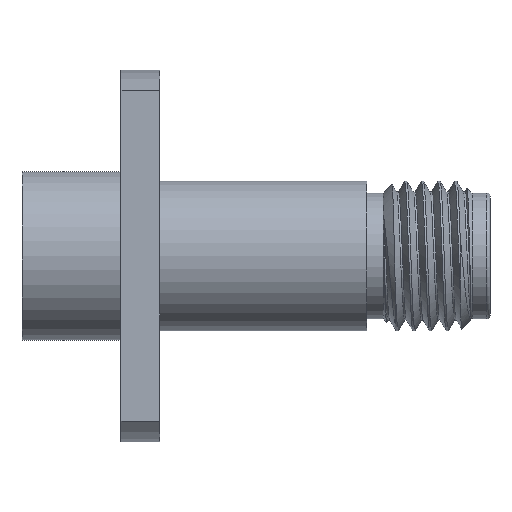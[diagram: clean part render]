
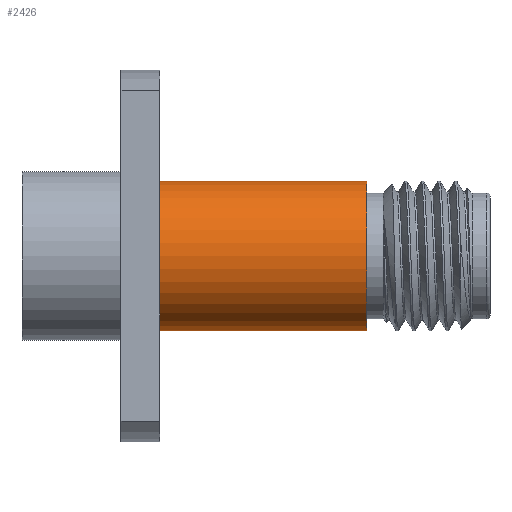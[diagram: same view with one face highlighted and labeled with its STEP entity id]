
A CAD part, top view. The second image highlights one B-rep face of the part: STEP entity #2426.
In plain terms, the highlighted cylindrical face has radius 3.175 mm (diameter 6.35 mm), a partial arc.
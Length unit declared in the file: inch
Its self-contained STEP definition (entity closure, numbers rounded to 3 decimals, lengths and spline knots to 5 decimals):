
#188 = ORIENTED_EDGE ( 'NONE', *, *, #479, .F. ) ;
#328 = DIRECTION ( 'NONE',  ( -1., 0., 0. ) ) ;
#353 = CYLINDRICAL_SURFACE ( 'NONE', #572, 0.125 ) ;
#479 = EDGE_CURVE ( 'NONE', #1451, #1474, #2758, .T. ) ;
#485 = ORIENTED_EDGE ( 'NONE', *, *, #1926, .F. ) ;
#499 = EDGE_CURVE ( 'NONE', #927, #2688, #1344, .T. ) ;
#547 = CARTESIAN_POINT ( 'NONE',  ( 0.575, -0.125, 0. ) ) ;
#572 = AXIS2_PLACEMENT_3D ( 'NONE', #1452, #2803, #843 ) ;
#703 = AXIS2_PLACEMENT_3D ( 'NONE', #1347, #1810, #1375 ) ;
#718 = LINE ( 'NONE', #547, #2030 ) ;
#731 = CARTESIAN_POINT ( 'NONE',  ( 0.23, -0.125, 0. ) ) ;
#742 = CARTESIAN_POINT ( 'NONE',  ( 0.575, -0.125, 0. ) ) ;
#843 = DIRECTION ( 'NONE',  ( 0., -1., 0. ) ) ;
#864 = DIRECTION ( 'NONE',  ( 1., 0., 0. ) ) ;
#927 = VERTEX_POINT ( 'NONE', #731 ) ;
#1043 = FACE_OUTER_BOUND ( 'NONE', #2673, .T. ) ;
#1058 = LINE ( 'NONE', #1894, #1244 ) ;
#1072 = AXIS2_PLACEMENT_3D ( 'NONE', #2823, #864, #1725 ) ;
#1244 = VECTOR ( 'NONE', #1494, 39.37008 ) ;
#1344 = CIRCLE ( 'NONE', #703, 0.125 ) ;
#1347 = CARTESIAN_POINT ( 'NONE',  ( 0.23, 0., 0. ) ) ;
#1355 = ORIENTED_EDGE ( 'NONE', *, *, #499, .F. ) ;
#1375 = DIRECTION ( 'NONE',  ( 0., -1., 0. ) ) ;
#1451 = VERTEX_POINT ( 'NONE', #2703 ) ;
#1452 = CARTESIAN_POINT ( 'NONE',  ( 0.575, 0., 0. ) ) ;
#1474 = VERTEX_POINT ( 'NONE', #742 ) ;
#1494 = DIRECTION ( 'NONE',  ( -1., 0., 0. ) ) ;
#1550 = ORIENTED_EDGE ( 'NONE', *, *, #2526, .T. ) ;
#1725 = DIRECTION ( 'NONE',  ( 0., 1., 0. ) ) ;
#1804 = CARTESIAN_POINT ( 'NONE',  ( 0.23, 0.125, 0. ) ) ;
#1810 = DIRECTION ( 'NONE',  ( -1., 0., 0. ) ) ;
#1894 = CARTESIAN_POINT ( 'NONE',  ( 0.575, 0.125, 0. ) ) ;
#1926 = EDGE_CURVE ( 'NONE', #1474, #927, #718, .T. ) ;
#2030 = VECTOR ( 'NONE', #328, 39.37008 ) ;
#2426 = ADVANCED_FACE ( 'NONE', ( #1043 ), #353, .T. ) ;
#2526 = EDGE_CURVE ( 'NONE', #1451, #2688, #1058, .T. ) ;
#2673 = EDGE_LOOP ( 'NONE', ( #188, #1550, #1355, #485 ) ) ;
#2688 = VERTEX_POINT ( 'NONE', #1804 ) ;
#2703 = CARTESIAN_POINT ( 'NONE',  ( 0.575, 0.125, 0. ) ) ;
#2758 = CIRCLE ( 'NONE', #1072, 0.125 ) ;
#2803 = DIRECTION ( 'NONE',  ( -1., 0., 0. ) ) ;
#2823 = CARTESIAN_POINT ( 'NONE',  ( 0.575, 0., 0. ) ) ;
